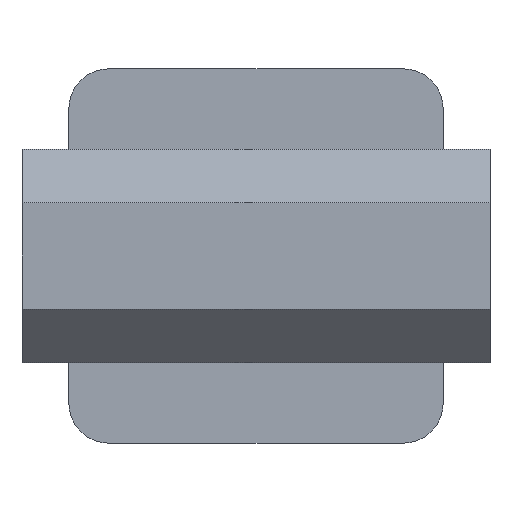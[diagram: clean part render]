
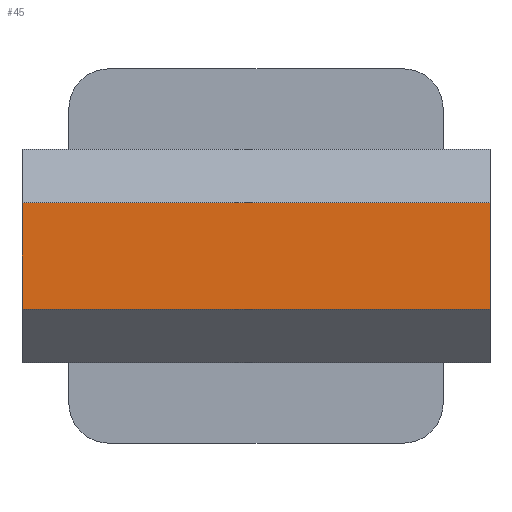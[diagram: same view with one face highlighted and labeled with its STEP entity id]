
A CAD part, front view. The second image highlights one B-rep face of the part: STEP entity #45.
In plain terms, the highlighted planar face has unit normal (0, -1, 0).
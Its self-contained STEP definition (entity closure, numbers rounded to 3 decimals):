
#45 = ADVANCED_FACE ( 'NONE', ( #1614 ), #903, .F. ) ;
#59 = EDGE_CURVE ( 'NONE', #672, #793, #334, .T. ) ;
#84 = LINE ( 'NONE', #2213, #1951 ) ;
#90 = ORIENTED_EDGE ( 'NONE', *, *, #2168, .T. ) ;
#95 = DIRECTION ( 'NONE',  ( 0., 0., -1. ) ) ;
#132 = LINE ( 'NONE', #461, #582 ) ;
#133 = AXIS2_PLACEMENT_3D ( 'NONE', #1078, #1235, #1981 ) ;
#237 = CARTESIAN_POINT ( 'NONE',  ( 35., -49.4, 8. ) ) ;
#301 = ORIENTED_EDGE ( 'NONE', *, *, #59, .F. ) ;
#334 = LINE ( 'NONE', #1625, #1600 ) ;
#359 = LINE ( 'NONE', #1627, #515 ) ;
#461 = CARTESIAN_POINT ( 'NONE',  ( 35., -49.4, -8. ) ) ;
#515 = VECTOR ( 'NONE', #726, 1000. ) ;
#582 = VECTOR ( 'NONE', #2097, 1000. ) ;
#672 = VERTEX_POINT ( 'NONE', #2228 ) ;
#726 = DIRECTION ( 'NONE',  ( -1., 0., 0. ) ) ;
#749 = DIRECTION ( 'NONE',  ( -1., 0., 0. ) ) ;
#775 = EDGE_CURVE ( 'NONE', #1341, #672, #132, .T. ) ;
#793 = VERTEX_POINT ( 'NONE', #1006 ) ;
#903 = PLANE ( 'NONE',  #133 ) ;
#963 = ORIENTED_EDGE ( 'NONE', *, *, #2246, .T. ) ;
#1006 = CARTESIAN_POINT ( 'NONE',  ( -35., -49.4, -8. ) ) ;
#1078 = CARTESIAN_POINT ( 'NONE',  ( 35., -49.4, -8. ) ) ;
#1085 = ORIENTED_EDGE ( 'NONE', *, *, #775, .F. ) ;
#1235 = DIRECTION ( 'NONE',  ( 0., 1., 0. ) ) ;
#1341 = VERTEX_POINT ( 'NONE', #237 ) ;
#1451 = VERTEX_POINT ( 'NONE', #2227 ) ;
#1600 = VECTOR ( 'NONE', #749, 1000. ) ;
#1614 = FACE_OUTER_BOUND ( 'NONE', #1731, .T. ) ;
#1625 = CARTESIAN_POINT ( 'NONE',  ( 35., -49.4, -8. ) ) ;
#1627 = CARTESIAN_POINT ( 'NONE',  ( 35., -49.4, 8. ) ) ;
#1731 = EDGE_LOOP ( 'NONE', ( #90, #963, #301, #1085 ) ) ;
#1951 = VECTOR ( 'NONE', #95, 1000. ) ;
#1981 = DIRECTION ( 'NONE',  ( 0., 0., 1. ) ) ;
#2097 = DIRECTION ( 'NONE',  ( 0., 0., -1. ) ) ;
#2168 = EDGE_CURVE ( 'NONE', #1341, #1451, #359, .T. ) ;
#2213 = CARTESIAN_POINT ( 'NONE',  ( -35., -49.4, -8. ) ) ;
#2227 = CARTESIAN_POINT ( 'NONE',  ( -35., -49.4, 8. ) ) ;
#2228 = CARTESIAN_POINT ( 'NONE',  ( 35., -49.4, -8. ) ) ;
#2246 = EDGE_CURVE ( 'NONE', #1451, #793, #84, .T. ) ;
